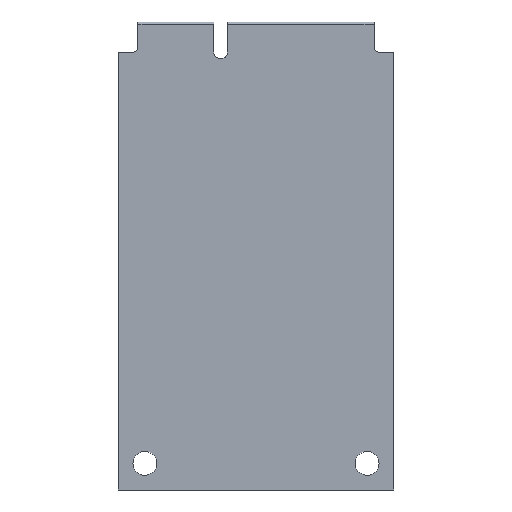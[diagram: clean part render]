
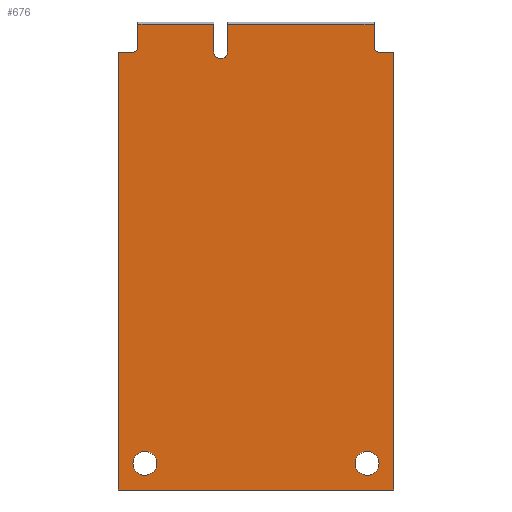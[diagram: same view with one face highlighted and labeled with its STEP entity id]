
A CAD part, front view. The second image highlights one B-rep face of the part: STEP entity #676.
In plain terms, the highlighted planar face has unit normal (0, -1, 0).
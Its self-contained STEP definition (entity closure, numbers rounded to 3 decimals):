
#65=CARTESIAN_POINT('',(-12.1,0.,-48.05));
#66=DIRECTION('',(0.,-1.,0.));
#67=DIRECTION('',(1.,0.,0.));
#68=AXIS2_PLACEMENT_3D('',#65,#66,#67);
#73=CARTESIAN_POINT('',(-12.1,0.,-48.05));
#74=DIRECTION('',(0.,-1.,0.));
#75=DIRECTION('',(-1.,0.,0.));
#76=AXIS2_PLACEMENT_3D('',#73,#74,#75);
#81=CARTESIAN_POINT('',(12.1,0.,-48.05));
#82=DIRECTION('',(0.,-1.,0.));
#83=DIRECTION('',(1.,0.,0.));
#84=AXIS2_PLACEMENT_3D('',#81,#82,#83);
#89=CARTESIAN_POINT('',(12.1,0.,-48.05));
#90=DIRECTION('',(0.,-1.,0.));
#91=DIRECTION('',(-1.,0.,0.));
#92=AXIS2_PLACEMENT_3D('',#89,#90,#91);
#97=DIRECTION('',(-1.,0.,0.));
#98=VECTOR('',#97,15.95);
#99=CARTESIAN_POINT('',(12.85,0.,-0.25));
#100=LINE('',#99,#98);
#104=DIRECTION('',(0.,0.,-1.));
#105=VECTOR('',#104,2.4);
#106=CARTESIAN_POINT('',(12.85,0.,-0.25));
#107=LINE('',#106,#105);
#111=DIRECTION('',(1.,0.,0.));
#112=VECTOR('',#111,1.45);
#113=CARTESIAN_POINT('',(13.55,0.,-3.35));
#114=LINE('',#113,#112);
#118=DIRECTION('',(0.,0.,-1.));
#119=VECTOR('',#118,47.6);
#120=CARTESIAN_POINT('',(15.,0.,-3.35));
#121=LINE('',#120,#119);
#125=DIRECTION('',(-1.,0.,0.));
#126=VECTOR('',#125,30.);
#127=CARTESIAN_POINT('',(15.,0.,-50.95));
#128=LINE('',#127,#126);
#132=DIRECTION('',(0.,0.,1.));
#133=VECTOR('',#132,47.6);
#134=CARTESIAN_POINT('',(-15.,0.,-50.95));
#135=LINE('',#134,#133);
#139=DIRECTION('',(1.,0.,0.));
#140=VECTOR('',#139,1.45);
#141=CARTESIAN_POINT('',(-15.,0.,-3.35));
#142=LINE('',#141,#140);
#146=DIRECTION('',(0.,0.,1.));
#147=VECTOR('',#146,2.4);
#148=CARTESIAN_POINT('',(-12.85,0.,-2.65));
#149=LINE('',#148,#147);
#153=DIRECTION('',(-1.,0.,0.));
#154=VECTOR('',#153,8.25);
#155=CARTESIAN_POINT('',(-4.6,0.,-0.25));
#156=LINE('',#155,#154);
#160=DIRECTION('',(0.,0.,-1.));
#161=VECTOR('',#160,3.);
#162=CARTESIAN_POINT('',(-4.6,0.,-0.25));
#163=LINE('',#162,#161);
#167=CARTESIAN_POINT('',(-3.85,0.,-3.25));
#168=DIRECTION('',(0.,-1.,0.));
#169=DIRECTION('',(-1.,0.,0.));
#170=AXIS2_PLACEMENT_3D('',#167,#168,#169);
#175=DIRECTION('',(0.,0.,1.));
#176=VECTOR('',#175,3.);
#177=CARTESIAN_POINT('',(-3.1,0.,-3.25));
#178=LINE('',#177,#176);
#355=CARTESIAN_POINT('',(13.55,0.,-2.65));
#356=DIRECTION('',(0.,1.,0.));
#357=DIRECTION('',(0.,0.,-1.));
#358=AXIS2_PLACEMENT_3D('',#355,#356,#357);
#413=CARTESIAN_POINT('',(-13.55,0.,-2.65));
#414=DIRECTION('',(0.,1.,0.));
#415=DIRECTION('',(1.,0.,0.));
#416=AXIS2_PLACEMENT_3D('',#413,#414,#415);
#541=CARTESIAN_POINT('',(-10.8,0.,-48.05));
#542=CARTESIAN_POINT('',(-13.4,0.,-48.05));
#543=VERTEX_POINT('',#541);
#544=VERTEX_POINT('',#542);
#545=CARTESIAN_POINT('',(13.4,0.,-48.05));
#546=CARTESIAN_POINT('',(10.8,0.,-48.05));
#547=VERTEX_POINT('',#545);
#548=VERTEX_POINT('',#546);
#549=CARTESIAN_POINT('',(-15.,0.,-50.95));
#550=CARTESIAN_POINT('',(-15.,0.,-3.35));
#551=VERTEX_POINT('',#549);
#552=VERTEX_POINT('',#550);
#553=CARTESIAN_POINT('',(-4.6,0.,-3.25));
#554=CARTESIAN_POINT('',(-3.1,0.,-3.25));
#555=VERTEX_POINT('',#553);
#556=VERTEX_POINT('',#554);
#557=CARTESIAN_POINT('',(15.,0.,-3.35));
#558=CARTESIAN_POINT('',(15.,0.,-50.95));
#559=VERTEX_POINT('',#557);
#560=VERTEX_POINT('',#558);
#581=CARTESIAN_POINT('',(13.55,0.,-3.35));
#583=VERTEX_POINT('',#581);
#585=CARTESIAN_POINT('',(12.85,0.,-2.65));
#587=VERTEX_POINT('',#585);
#589=CARTESIAN_POINT('',(-12.85,0.,-2.65));
#591=VERTEX_POINT('',#589);
#593=CARTESIAN_POINT('',(-13.55,0.,-3.35));
#595=VERTEX_POINT('',#593);
#605=CARTESIAN_POINT('',(-3.1,0.,-0.25));
#607=VERTEX_POINT('',#605);
#611=CARTESIAN_POINT('',(12.85,0.,-0.25));
#612=VERTEX_POINT('',#611);
#613=CARTESIAN_POINT('',(-12.85,0.,-0.25));
#615=VERTEX_POINT('',#613);
#619=CARTESIAN_POINT('',(-4.6,0.,-0.25));
#620=VERTEX_POINT('',#619);
#629=CARTESIAN_POINT('',(0.,0.,0.));
#630=DIRECTION('',(0.,1.,0.));
#631=DIRECTION('',(1.,0.,0.));
#632=AXIS2_PLACEMENT_3D('',#629,#630,#631);
#633=PLANE('',#632);
#635=ORIENTED_EDGE('',*,*,#634,.F.);
#637=ORIENTED_EDGE('',*,*,#636,.T.);
#639=ORIENTED_EDGE('',*,*,#638,.F.);
#641=ORIENTED_EDGE('',*,*,#640,.T.);
#643=ORIENTED_EDGE('',*,*,#642,.T.);
#645=ORIENTED_EDGE('',*,*,#644,.T.);
#647=ORIENTED_EDGE('',*,*,#646,.T.);
#649=ORIENTED_EDGE('',*,*,#648,.T.);
#651=ORIENTED_EDGE('',*,*,#650,.F.);
#653=ORIENTED_EDGE('',*,*,#652,.T.);
#655=ORIENTED_EDGE('',*,*,#654,.F.);
#657=ORIENTED_EDGE('',*,*,#656,.T.);
#659=ORIENTED_EDGE('',*,*,#658,.T.);
#661=ORIENTED_EDGE('',*,*,#660,.T.);
#662=EDGE_LOOP('',(#635,#637,#639,#641,#643,#645,#647,#649,#651,#653,#655,#657,
#659,#661));
#663=FACE_OUTER_BOUND('',#662,.F.);
#665=ORIENTED_EDGE('',*,*,#664,.T.);
#667=ORIENTED_EDGE('',*,*,#666,.T.);
#668=EDGE_LOOP('',(#665,#667));
#669=FACE_BOUND('',#668,.F.);
#671=ORIENTED_EDGE('',*,*,#670,.T.);
#673=ORIENTED_EDGE('',*,*,#672,.T.);
#674=EDGE_LOOP('',(#671,#673));
#675=FACE_BOUND('',#674,.F.);
#69=CIRCLE('',#68,1.3);
#77=CIRCLE('',#76,1.3);
#85=CIRCLE('',#84,1.3);
#93=CIRCLE('',#92,1.3);
#171=CIRCLE('',#170,0.75);
#359=CIRCLE('',#358,0.7);
#417=CIRCLE('',#416,0.7);
#634=EDGE_CURVE('',#612,#607,#100,.T.);
#636=EDGE_CURVE('',#612,#587,#107,.T.);
#638=EDGE_CURVE('',#583,#587,#359,.T.);
#640=EDGE_CURVE('',#583,#559,#114,.T.);
#642=EDGE_CURVE('',#559,#560,#121,.T.);
#644=EDGE_CURVE('',#560,#551,#128,.T.);
#646=EDGE_CURVE('',#551,#552,#135,.T.);
#648=EDGE_CURVE('',#552,#595,#142,.T.);
#650=EDGE_CURVE('',#591,#595,#417,.T.);
#652=EDGE_CURVE('',#591,#615,#149,.T.);
#654=EDGE_CURVE('',#620,#615,#156,.T.);
#656=EDGE_CURVE('',#620,#555,#163,.T.);
#658=EDGE_CURVE('',#555,#556,#171,.T.);
#660=EDGE_CURVE('',#556,#607,#178,.T.);
#664=EDGE_CURVE('',#547,#548,#85,.T.);
#666=EDGE_CURVE('',#548,#547,#93,.T.);
#670=EDGE_CURVE('',#543,#544,#69,.T.);
#672=EDGE_CURVE('',#544,#543,#77,.T.);
#676=ADVANCED_FACE('',(#663,#669,#675),#633,.F.);
